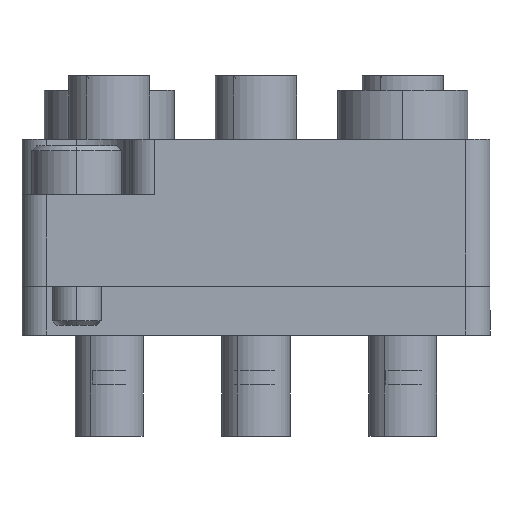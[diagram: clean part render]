
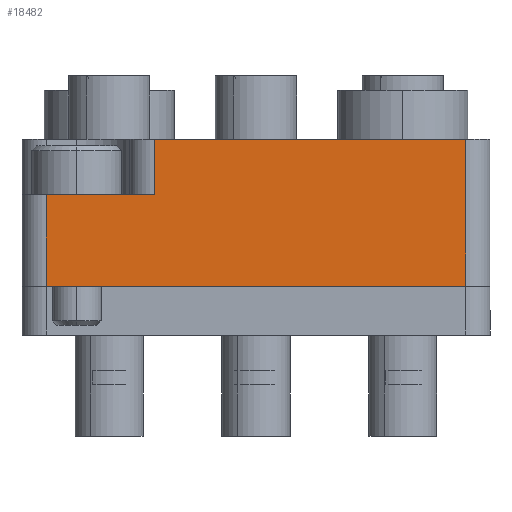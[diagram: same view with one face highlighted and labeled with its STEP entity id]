
A CAD part, front view. The second image highlights one B-rep face of the part: STEP entity #18482.
In plain terms, the highlighted face is planar.
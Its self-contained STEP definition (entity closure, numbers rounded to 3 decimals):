
#849 = VERTEX_POINT ( 'NONE', #9405 ) ;
#1227 = EDGE_CURVE ( 'NONE', #849, #21197, #5253, .T. ) ;
#1609 = CARTESIAN_POINT ( 'NONE',  ( 30., 0., 12.85 ) ) ;
#2128 = VECTOR ( 'NONE', #13553, 1000. ) ;
#2687 = EDGE_CURVE ( 'NONE', #4911, #18562, #2806, .T. ) ;
#2750 = ORIENTED_EDGE ( 'NONE', *, *, #3731, .T. ) ;
#2806 = LINE ( 'NONE', #12297, #6938 ) ;
#3731 = EDGE_CURVE ( 'NONE', #7532, #18562, #12401, .T. ) ;
#4076 = DIRECTION ( 'NONE',  ( 1., 0., 0. ) ) ;
#4911 = VERTEX_POINT ( 'NONE', #10568 ) ;
#5239 = VECTOR ( 'NONE', #12831, 1000. ) ;
#5253 = LINE ( 'NONE', #6558, #2128 ) ;
#6031 = VECTOR ( 'NONE', #16780, 1000. ) ;
#6254 = CARTESIAN_POINT ( 'NONE',  ( 30., 5.6, 6.25 ) ) ;
#6558 = CARTESIAN_POINT ( 'NONE',  ( 30., 9., -12.85 ) ) ;
#6568 = VECTOR ( 'NONE', #14036, 1000. ) ;
#6938 = VECTOR ( 'NONE', #9174, 1000. ) ;
#6966 = LINE ( 'NONE', #11733, #6031 ) ;
#7291 = VERTEX_POINT ( 'NONE', #19371 ) ;
#7532 = VERTEX_POINT ( 'NONE', #16976 ) ;
#7691 = ORIENTED_EDGE ( 'NONE', *, *, #14725, .T. ) ;
#8194 = DIRECTION ( 'NONE',  ( 0., -1., 0. ) ) ;
#8707 = CARTESIAN_POINT ( 'NONE',  ( 30., 9., 14.35 ) ) ;
#9174 = DIRECTION ( 'NONE',  ( 0., 0., -1. ) ) ;
#9405 = CARTESIAN_POINT ( 'NONE',  ( 30., 0., -12.85 ) ) ;
#9454 = ORIENTED_EDGE ( 'NONE', *, *, #18299, .F. ) ;
#9817 = LINE ( 'NONE', #1609, #20229 ) ;
#10333 = CARTESIAN_POINT ( 'NONE',  ( 30., 5.6, 6.25 ) ) ;
#10425 = ORIENTED_EDGE ( 'NONE', *, *, #11184, .T. ) ;
#10568 = CARTESIAN_POINT ( 'NONE',  ( 30., 5.6, 12.85 ) ) ;
#11184 = EDGE_CURVE ( 'NONE', #4911, #7291, #9817, .T. ) ;
#11733 = CARTESIAN_POINT ( 'NONE',  ( 30., 9., 14.35 ) ) ;
#11948 = DIRECTION ( 'NONE',  ( 0., 1., 0. ) ) ;
#12237 = AXIS2_PLACEMENT_3D ( 'NONE', #8707, #4076, #11948 ) ;
#12297 = CARTESIAN_POINT ( 'NONE',  ( 30., 5.6, 7.75 ) ) ;
#12401 = LINE ( 'NONE', #6254, #5239 ) ;
#12831 = DIRECTION ( 'NONE',  ( 0., -1., 0. ) ) ;
#13553 = DIRECTION ( 'NONE',  ( 0., 1., 0. ) ) ;
#14036 = DIRECTION ( 'NONE',  ( 0., 0., -1. ) ) ;
#14725 = EDGE_CURVE ( 'NONE', #7291, #849, #15962, .T. ) ;
#15280 = EDGE_LOOP ( 'NONE', ( #7691, #20362, #9454, #2750, #17673, #10425 ) ) ;
#15962 = LINE ( 'NONE', #17260, #6568 ) ;
#16780 = DIRECTION ( 'NONE',  ( 0., 0., -1. ) ) ;
#16976 = CARTESIAN_POINT ( 'NONE',  ( 30., 9., 6.25 ) ) ;
#17260 = CARTESIAN_POINT ( 'NONE',  ( 30., 0., 14.35 ) ) ;
#17309 = FACE_OUTER_BOUND ( 'NONE', #15280, .T. ) ;
#17673 = ORIENTED_EDGE ( 'NONE', *, *, #2687, .F. ) ;
#18299 = EDGE_CURVE ( 'NONE', #7532, #21197, #6966, .T. ) ;
#18482 = ADVANCED_FACE ( 'NONE', ( #17309 ), #20419, .T. ) ;
#18562 = VERTEX_POINT ( 'NONE', #10333 ) ;
#18884 = CARTESIAN_POINT ( 'NONE',  ( 30., 9., -12.85 ) ) ;
#19371 = CARTESIAN_POINT ( 'NONE',  ( 30., 0., 12.85 ) ) ;
#20229 = VECTOR ( 'NONE', #8194, 1000. ) ;
#20362 = ORIENTED_EDGE ( 'NONE', *, *, #1227, .T. ) ;
#20419 = PLANE ( 'NONE',  #12237 ) ;
#21197 = VERTEX_POINT ( 'NONE', #18884 ) ;
